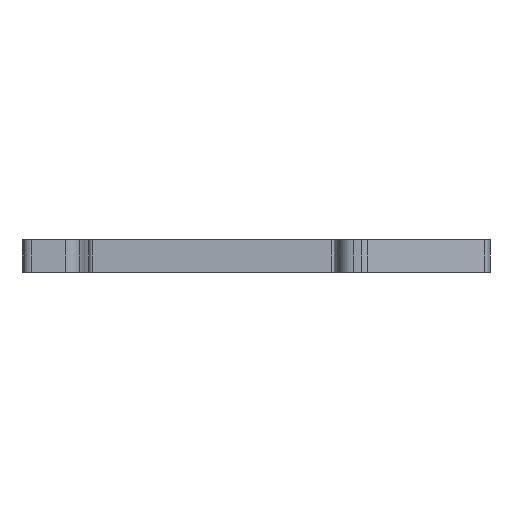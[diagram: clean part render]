
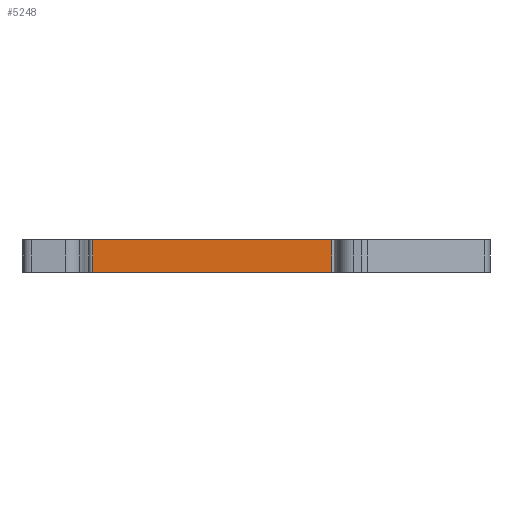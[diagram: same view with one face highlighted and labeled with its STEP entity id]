
A CAD part, front view. The second image highlights one B-rep face of the part: STEP entity #5248.
In plain terms, the highlighted planar face has unit normal (0, -1, 0).
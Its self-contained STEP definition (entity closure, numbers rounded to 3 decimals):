
#243=DIRECTION('',(1.,0.,0.));
#244=VECTOR('',#243,30.895);
#245=CARTESIAN_POINT('',(-10.195,-11.6,-2.1));
#246=LINE('',#245,#244);
#1170=DIRECTION('',(1.,0.,0.));
#1171=VECTOR('',#1170,30.895);
#1172=CARTESIAN_POINT('',(-10.195,-11.6,2.1));
#1173=LINE('',#1172,#1171);
#2036=DIRECTION('',(0.,0.,1.));
#2037=VECTOR('',#2036,4.2);
#2038=CARTESIAN_POINT('',(20.7,-11.6,-2.1));
#2039=LINE('',#2038,#2037);
#2040=DIRECTION('',(0.,0.,1.));
#2041=VECTOR('',#2040,4.2);
#2042=CARTESIAN_POINT('',(-10.195,-11.6,-2.1));
#2043=LINE('',#2042,#2041);
#2322=CARTESIAN_POINT('',(-10.195,-11.6,-2.1));
#2323=VERTEX_POINT('',#2322);
#2324=CARTESIAN_POINT('',(20.7,-11.6,-2.1));
#2325=VERTEX_POINT('',#2324);
#2610=CARTESIAN_POINT('',(-10.195,-11.6,2.1));
#2611=VERTEX_POINT('',#2610);
#2612=CARTESIAN_POINT('',(20.7,-11.6,2.1));
#2613=VERTEX_POINT('',#2612);
#5236=CARTESIAN_POINT('',(-10.195,-11.6,-2.1));
#5237=DIRECTION('',(0.,-1.,0.));
#5238=DIRECTION('',(1.,0.,0.));
#5239=AXIS2_PLACEMENT_3D('',#5236,#5237,#5238);
#5240=PLANE('',#5239);
#5241=ORIENTED_EDGE('',*,*,#3011,.F.);
#5243=ORIENTED_EDGE('',*,*,#5242,.T.);
#5244=ORIENTED_EDGE('',*,*,#3677,.T.);
#5245=ORIENTED_EDGE('',*,*,#5229,.F.);
#5246=EDGE_LOOP('',(#5241,#5243,#5244,#5245));
#5247=FACE_OUTER_BOUND('',#5246,.F.);
#3011=EDGE_CURVE('',#2323,#2325,#246,.T.);
#3677=EDGE_CURVE('',#2611,#2613,#1173,.T.);
#5229=EDGE_CURVE('',#2325,#2613,#2039,.T.);
#5242=EDGE_CURVE('',#2323,#2611,#2043,.T.);
#5248=ADVANCED_FACE('',(#5247),#5240,.T.);
